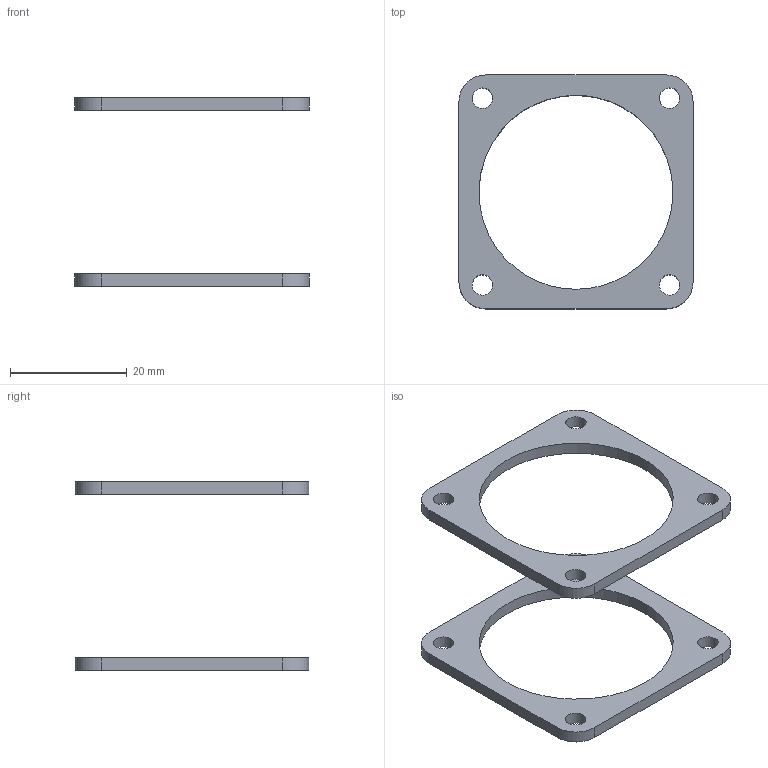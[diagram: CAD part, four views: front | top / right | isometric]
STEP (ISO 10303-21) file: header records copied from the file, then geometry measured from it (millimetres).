
FILE_DESCRIPTION(/* description */ (''),/* implementation_level */ '2;1');
FILE_NAME(/* name */ 'Gaskets x 2 for fan',/* time_stamp */ '2020-06-15T02:32:46-07:00',/* author */ (''),/* organization */ (''),/* preprocessor_version */ 'ST-DEVELOPER v16.5',/* originating_system */ '',/* authorisation */ '');
FILE_SCHEMA (('CONFIG_CONTROL_DESIGN'));
Length unit declared in the file: millimetre
Products named in the file (1): Document
Bounding box: 40.08 x 40.03 x 32.23 mm (x, y, z)
Volume: 2840.2 mm3; surface area: 3979.1 mm2
Topology: 2 solids, 2 shells, 30 faces, 78 edges, 52 vertices
Faces by surface type: bspline 26, plane 4
Entity records: 1184 total; most frequent: CARTESIAN_POINT 662, ORIENTED_EDGE 156, EDGE_CURVE 78, VERTEX_POINT 52, EDGE_LOOP 50, ADVANCED_FACE 30, FACE_OUTER_BOUND 30, FACE_BOUND 20
